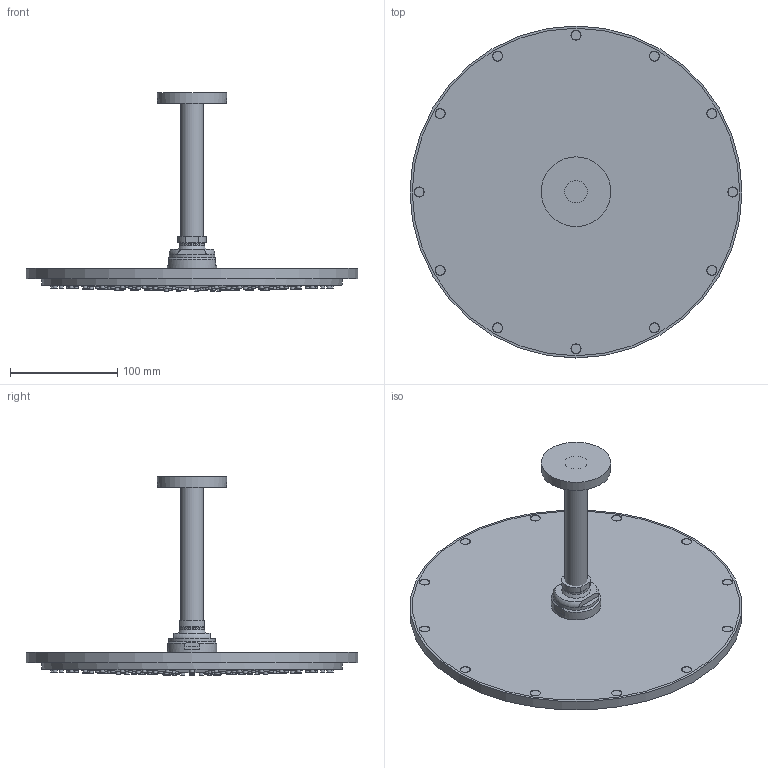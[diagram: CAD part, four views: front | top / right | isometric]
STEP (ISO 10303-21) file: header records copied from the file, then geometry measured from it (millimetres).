
FILE_DESCRIPTION(/* description */ ('Unknown'),/* implementation_level */ '2;1');
FILE_NAME(/* name */ '26057000',/* time_stamp */ '2022-09-08T06:26:37+02:00',/* author */ ('Unknown'),/* organization */ ('GROHE AG'),/* preprocessor_version */ 'ST-DEVELOPER v16.7',/* originating_system */ 'DEX',/* authorisation */ $);
FILE_SCHEMA (('AUTOMOTIVE_DESIGN {1 0 10303 214 3 1 1}'));
Length unit declared in the file: millimetre
Products named in the file (4): 26057000; id49; 100209 Headshower 310mm Bottom
Assembly tree (3 placements, depth 2):
  26057000
    26057000
    id49
    100209 Headshower 310mm Bottom
Bounding box: 310 x 310 x 185.19 mm (x, y, z)
Volume: 771454.5 mm3; surface area: 342786.1 mm2
Topology: 3 solids, 228 shells, 462 faces, 734 edges, 498 vertices
Faces by surface type: plane 236, cylinder 216, cone 4, sphere 3, torus 3
Full cylindrical faces by diameter (mm): 4 x207, 21 x1, 23 x1, 27 x1, 43 x1, 46 x1, 305.8 x1, 310 x1
Entity records: 11024 total; most frequent: DIRECTION 1896, CARTESIAN_POINT 1488, AXIS2_PLACEMENT_3D 939, ORIENTED_EDGE 754, EDGE_LOOP 695, FACE_BOUND 695, EDGE_CURVE 499, VERTEX_POINT 485
